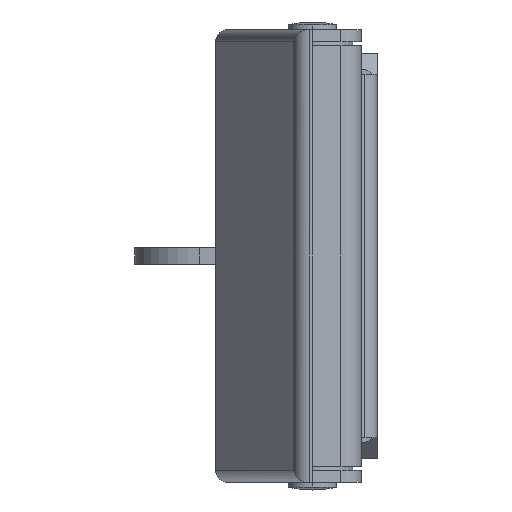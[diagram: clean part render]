
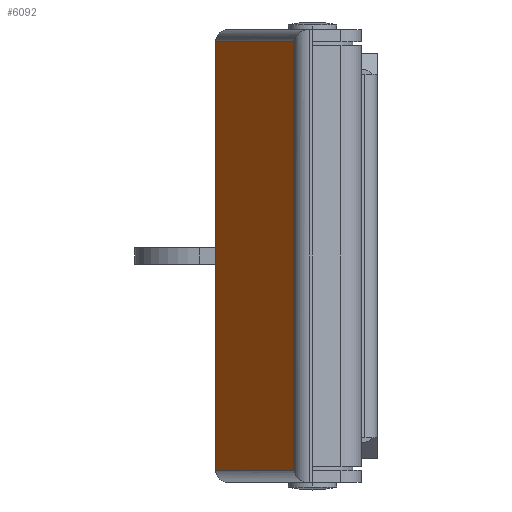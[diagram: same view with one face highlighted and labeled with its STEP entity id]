
A CAD part, left-side view. The second image highlights one B-rep face of the part: STEP entity #6092.
In plain terms, the highlighted planar face has unit normal (-0.169, 0.986, 0).
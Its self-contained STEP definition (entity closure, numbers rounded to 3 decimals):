
#139 = PLANE ( 'NONE',  #6805 ) ;
#179 = ORIENTED_EDGE ( 'NONE', *, *, #6995, .T. ) ;
#606 = CARTESIAN_POINT ( 'NONE',  ( -81.338, 2.338, 26.5 ) ) ;
#698 = VECTOR ( 'NONE', #6700, 1000. ) ;
#727 = CARTESIAN_POINT ( 'NONE',  ( -81.338, 2.338, 28. ) ) ;
#1566 = VECTOR ( 'NONE', #5284, 1000. ) ;
#1654 = VERTEX_POINT ( 'NONE', #1738 ) ;
#1738 = CARTESIAN_POINT ( 'NONE',  ( -81.338, 2.338, -26.5 ) ) ;
#1789 = ORIENTED_EDGE ( 'NONE', *, *, #5869, .T. ) ;
#1882 = ORIENTED_EDGE ( 'NONE', *, *, #6617, .F. ) ;
#1899 = VERTEX_POINT ( 'NONE', #2294 ) ;
#2293 = LINE ( 'NONE', #2555, #698 ) ;
#2294 = CARTESIAN_POINT ( 'NONE',  ( -25., 12., 26.5 ) ) ;
#2443 = DIRECTION ( 'NONE',  ( 0.986, 0.169, 0. ) ) ;
#2555 = CARTESIAN_POINT ( 'NONE',  ( -81.338, 2.338, 28. ) ) ;
#2957 = VERTEX_POINT ( 'NONE', #6116 ) ;
#3056 = DIRECTION ( 'NONE',  ( -0.986, -0.169, 0. ) ) ;
#3165 = DIRECTION ( 'NONE',  ( 0.169, -0.986, 0. ) ) ;
#3245 = VECTOR ( 'NONE', #2443, 1000. ) ;
#3625 = EDGE_CURVE ( 'NONE', #4802, #1654, #6764, .T. ) ;
#3734 = ORIENTED_EDGE ( 'NONE', *, *, #3625, .T. ) ;
#3807 = LINE ( 'NONE', #606, #3245 ) ;
#4126 = VECTOR ( 'NONE', #3056, 1000. ) ;
#4802 = VERTEX_POINT ( 'NONE', #7191 ) ;
#4867 = CARTESIAN_POINT ( 'NONE',  ( -81.338, 2.338, -26.5 ) ) ;
#5284 = DIRECTION ( 'NONE',  ( 0., 0., -1. ) ) ;
#5331 = CARTESIAN_POINT ( 'NONE',  ( -25., 12., 28. ) ) ;
#5824 = LINE ( 'NONE', #5331, #1566 ) ;
#5869 = EDGE_CURVE ( 'NONE', #2957, #1899, #3807, .T. ) ;
#6092 = ADVANCED_FACE ( 'NONE', ( #6648 ), #139, .F. ) ;
#6116 = CARTESIAN_POINT ( 'NONE',  ( -81.338, 2.338, 26.5 ) ) ;
#6171 = DIRECTION ( 'NONE',  ( 0.986, 0.169, 0. ) ) ;
#6617 = EDGE_CURVE ( 'NONE', #2957, #1654, #2293, .T. ) ;
#6648 = FACE_OUTER_BOUND ( 'NONE', #7619, .T. ) ;
#6700 = DIRECTION ( 'NONE',  ( 0., 0., -1. ) ) ;
#6764 = LINE ( 'NONE', #4867, #4126 ) ;
#6805 = AXIS2_PLACEMENT_3D ( 'NONE', #727, #3165, #6171 ) ;
#6995 = EDGE_CURVE ( 'NONE', #1899, #4802, #5824, .T. ) ;
#7191 = CARTESIAN_POINT ( 'NONE',  ( -25., 12., -26.5 ) ) ;
#7619 = EDGE_LOOP ( 'NONE', ( #179, #3734, #1882, #1789 ) ) ;
